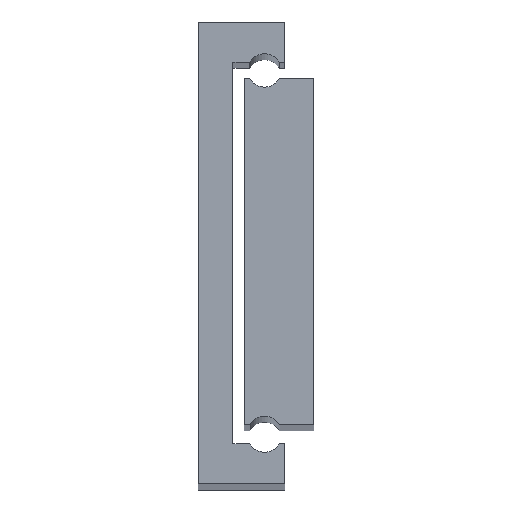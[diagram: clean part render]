
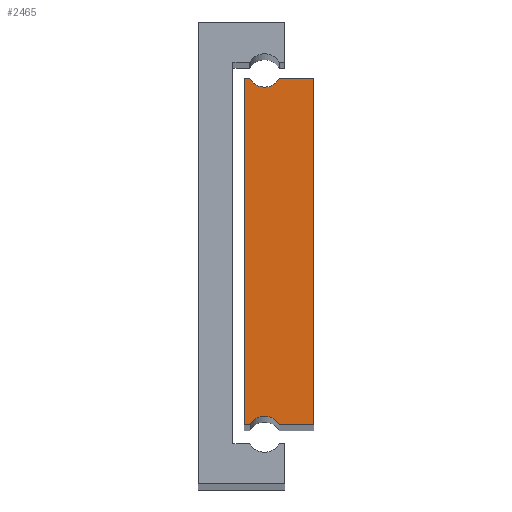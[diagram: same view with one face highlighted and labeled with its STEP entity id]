
A CAD part, top view. The second image highlights one B-rep face of the part: STEP entity #2465.
In plain terms, the highlighted planar face has unit normal (0, 0, 1).
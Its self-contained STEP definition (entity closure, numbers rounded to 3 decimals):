
#41 = AXIS2_PLACEMENT_3D ( 'NONE', #569, #3066, #1873 ) ;
#47 = CARTESIAN_POINT ( 'NONE',  ( 7.929, 78.924, 300. ) ) ;
#140 = VECTOR ( 'NONE', #2630, 1000. ) ;
#191 = DIRECTION ( 'NONE',  ( 0., 0., -1. ) ) ;
#198 = CARTESIAN_POINT ( 'NONE',  ( 7.929, 78.924, 300. ) ) ;
#220 = VERTEX_POINT ( 'NONE', #2724 ) ;
#339 = EDGE_CURVE ( 'NONE', #934, #2610, #1705, .T. ) ;
#394 = CARTESIAN_POINT ( 'NONE',  ( 7.929, 18.924, 300. ) ) ;
#420 = DIRECTION ( 'NONE',  ( 0., 1., 0. ) ) ;
#449 = CARTESIAN_POINT ( 'NONE',  ( -3.169, 18.924, 300. ) ) ;
#491 = EDGE_CURVE ( 'NONE', #3001, #1986, #2572, .T. ) ;
#569 = CARTESIAN_POINT ( 'NONE',  ( -0.571, 17.424, 300. ) ) ;
#609 = ORIENTED_EDGE ( 'NONE', *, *, #908, .T. ) ;
#708 = VECTOR ( 'NONE', #910, 1000. ) ;
#726 = LINE ( 'NONE', #1941, #3116 ) ;
#741 = VECTOR ( 'NONE', #420, 1000. ) ;
#908 = EDGE_CURVE ( 'NONE', #2610, #2488, #2254, .T. ) ;
#910 = DIRECTION ( 'NONE',  ( 1., 0., 0. ) ) ;
#922 = LINE ( 'NONE', #1358, #708 ) ;
#934 = VERTEX_POINT ( 'NONE', #449 ) ;
#1115 = CARTESIAN_POINT ( 'NONE',  ( 7.929, 18.924, 300. ) ) ;
#1145 = PLANE ( 'NONE',  #1550 ) ;
#1176 = CARTESIAN_POINT ( 'NONE',  ( -4.071, 18.924, 300. ) ) ;
#1186 = VERTEX_POINT ( 'NONE', #1176 ) ;
#1241 = VECTOR ( 'NONE', #1934, 1000. ) ;
#1262 = CARTESIAN_POINT ( 'NONE',  ( -4.071, 78.924, 300. ) ) ;
#1271 = DIRECTION ( 'NONE',  ( 1., 0., 0. ) ) ;
#1314 = EDGE_LOOP ( 'NONE', ( #2171, #1997, #2371, #609, #1746, #2999, #2328, #2222 ) ) ;
#1341 = LINE ( 'NONE', #394, #741 ) ;
#1351 = FACE_OUTER_BOUND ( 'NONE', #1314, .T. ) ;
#1358 = CARTESIAN_POINT ( 'NONE',  ( -4.071, 18.924, 300. ) ) ;
#1379 = EDGE_CURVE ( 'NONE', #1604, #220, #726, .T. ) ;
#1452 = CIRCLE ( 'NONE', #2603, 3. ) ;
#1550 = AXIS2_PLACEMENT_3D ( 'NONE', #3033, #191, #3057 ) ;
#1571 = CARTESIAN_POINT ( 'NONE',  ( 2.027, 78.924, 300. ) ) ;
#1597 = EDGE_CURVE ( 'NONE', #1186, #934, #922, .T. ) ;
#1604 = VERTEX_POINT ( 'NONE', #1642 ) ;
#1642 = CARTESIAN_POINT ( 'NONE',  ( -3.169, 78.924, 300. ) ) ;
#1658 = CARTESIAN_POINT ( 'NONE',  ( 2.027, 18.924, 300. ) ) ;
#1705 = CIRCLE ( 'NONE', #41, 3. ) ;
#1732 = DIRECTION ( 'NONE',  ( -1., 0., 0. ) ) ;
#1746 = ORIENTED_EDGE ( 'NONE', *, *, #2936, .T. ) ;
#1873 = DIRECTION ( 'NONE',  ( -1., 0., 0. ) ) ;
#1934 = DIRECTION ( 'NONE',  ( 0., -1., 0. ) ) ;
#1941 = CARTESIAN_POINT ( 'NONE',  ( -3.169, 78.924, 300. ) ) ;
#1986 = VERTEX_POINT ( 'NONE', #1571 ) ;
#1997 = ORIENTED_EDGE ( 'NONE', *, *, #1597, .T. ) ;
#2171 = ORIENTED_EDGE ( 'NONE', *, *, #2297, .T. ) ;
#2187 = LINE ( 'NONE', #1262, #1241 ) ;
#2222 = ORIENTED_EDGE ( 'NONE', *, *, #1379, .T. ) ;
#2254 = LINE ( 'NONE', #1658, #140 ) ;
#2297 = EDGE_CURVE ( 'NONE', #220, #1186, #2187, .T. ) ;
#2328 = ORIENTED_EDGE ( 'NONE', *, *, #2691, .T. ) ;
#2371 = ORIENTED_EDGE ( 'NONE', *, *, #339, .T. ) ;
#2415 = DIRECTION ( 'NONE',  ( 0., 0., -1. ) ) ;
#2465 = ADVANCED_FACE ( 'NONE', ( #1351 ), #1145, .F. ) ;
#2488 = VERTEX_POINT ( 'NONE', #1115 ) ;
#2572 = LINE ( 'NONE', #47, #2821 ) ;
#2603 = AXIS2_PLACEMENT_3D ( 'NONE', #2628, #2415, #1271 ) ;
#2610 = VERTEX_POINT ( 'NONE', #2878 ) ;
#2628 = CARTESIAN_POINT ( 'NONE',  ( -0.571, 80.424, 300. ) ) ;
#2630 = DIRECTION ( 'NONE',  ( 1., 0., 0. ) ) ;
#2633 = DIRECTION ( 'NONE',  ( -1., 0., 0. ) ) ;
#2691 = EDGE_CURVE ( 'NONE', #1986, #1604, #1452, .T. ) ;
#2724 = CARTESIAN_POINT ( 'NONE',  ( -4.071, 78.924, 300. ) ) ;
#2821 = VECTOR ( 'NONE', #2633, 1000. ) ;
#2878 = CARTESIAN_POINT ( 'NONE',  ( 2.027, 18.924, 300. ) ) ;
#2936 = EDGE_CURVE ( 'NONE', #2488, #3001, #1341, .T. ) ;
#2999 = ORIENTED_EDGE ( 'NONE', *, *, #491, .T. ) ;
#3001 = VERTEX_POINT ( 'NONE', #198 ) ;
#3033 = CARTESIAN_POINT ( 'NONE',  ( -0.571, 17.424, 300. ) ) ;
#3057 = DIRECTION ( 'NONE',  ( -1., 0., 0. ) ) ;
#3066 = DIRECTION ( 'NONE',  ( 0., 0., -1. ) ) ;
#3116 = VECTOR ( 'NONE', #1732, 1000. ) ;
